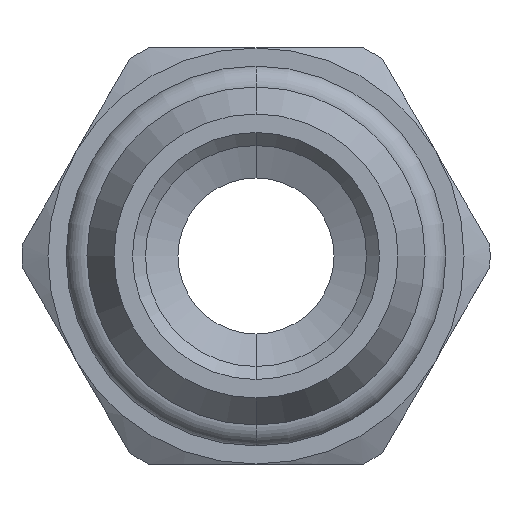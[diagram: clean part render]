
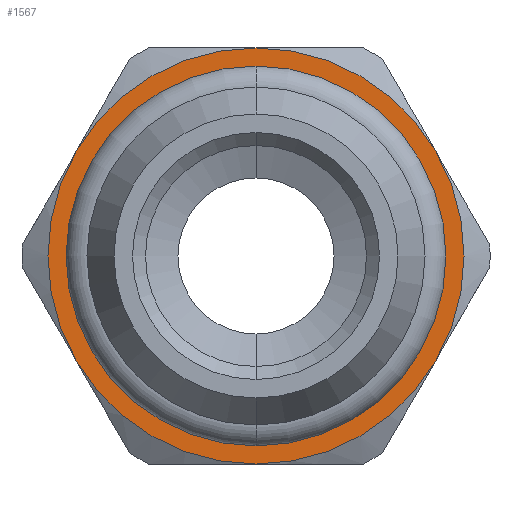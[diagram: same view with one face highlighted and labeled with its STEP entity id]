
A CAD part, front view. The second image highlights one B-rep face of the part: STEP entity #1567.
In plain terms, the highlighted planar face has unit normal (0, -1, 0).
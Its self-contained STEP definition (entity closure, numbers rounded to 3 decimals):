
#100 = CIRCLE ( 'NONE', #158, 8. ) ;
#153 = CARTESIAN_POINT ( 'NONE',  ( 0., 6.5, -8. ) ) ;
#154 = CARTESIAN_POINT ( 'NONE',  ( 0., 6.5, 8. ) ) ;
#155 = DIRECTION ( 'NONE',  ( 0., 0., -1. ) ) ;
#156 = DIRECTION ( 'NONE',  ( 0., -1., 0. ) ) ;
#157 = CARTESIAN_POINT ( 'NONE',  ( 0., 6.5, 0. ) ) ;
#158 = AXIS2_PLACEMENT_3D ( 'NONE', #157, #156, #155 ) ;
#268 = CARTESIAN_POINT ( 'NONE',  ( 0., 6.5, -7.305 ) ) ;
#385 = DIRECTION ( 'NONE',  ( 0., 1., 0. ) ) ;
#391 = DIRECTION ( 'NONE',  ( 0., 0., -1. ) ) ;
#392 = AXIS2_PLACEMENT_3D ( 'NONE', #398, #385, #391 ) ;
#394 = CIRCLE ( 'NONE', #392, 7.305 ) ;
#398 = CARTESIAN_POINT ( 'NONE',  ( 0., 6.5, 0. ) ) ;
#424 = CARTESIAN_POINT ( 'NONE',  ( 0., 6.5, 7.305 ) ) ;
#682 = DIRECTION ( 'NONE',  ( 0., -1., 0. ) ) ;
#696 = DIRECTION ( 'NONE',  ( 0., 0., -1. ) ) ;
#697 = DIRECTION ( 'NONE',  ( 0., -1., 0. ) ) ;
#698 = CARTESIAN_POINT ( 'NONE',  ( 7.65, 6.5, 0. ) ) ;
#699 = AXIS2_PLACEMENT_3D ( 'NONE', #698, #697, #696 ) ;
#700 = PLANE ( 'NONE',  #699 ) ;
#705 = CARTESIAN_POINT ( 'NONE',  ( 0., 6.5, 0. ) ) ;
#706 = CIRCLE ( 'NONE', #725, 8. ) ;
#714 = FACE_BOUND ( 'NONE', #1560, .T. ) ;
#715 = FACE_OUTER_BOUND ( 'NONE', #1574, .T. ) ;
#724 = DIRECTION ( 'NONE',  ( 0., 0., -1. ) ) ;
#725 = AXIS2_PLACEMENT_3D ( 'NONE', #705, #682, #724 ) ;
#844 = DIRECTION ( 'NONE',  ( 0., 0., -1. ) ) ;
#845 = AXIS2_PLACEMENT_3D ( 'NONE', #865, #867, #844 ) ;
#865 = CARTESIAN_POINT ( 'NONE',  ( 0., 6.5, 0. ) ) ;
#867 = DIRECTION ( 'NONE',  ( 0., 1., 0. ) ) ;
#871 = CIRCLE ( 'NONE', #845, 7.305 ) ;
#1304 = EDGE_CURVE ( 'NONE', #1307, #1305, #100, .T. ) ;
#1305 = VERTEX_POINT ( 'NONE', #154 ) ;
#1307 = VERTEX_POINT ( 'NONE', #153 ) ;
#1384 = VERTEX_POINT ( 'NONE', #268 ) ;
#1418 = EDGE_CURVE ( 'NONE', #1420, #1384, #394, .T. ) ;
#1420 = VERTEX_POINT ( 'NONE', #424 ) ;
#1532 = ORIENTED_EDGE ( 'NONE', *, *, #1304, .T. ) ;
#1558 = ORIENTED_EDGE ( 'NONE', *, *, #1559, .T. ) ;
#1559 = EDGE_CURVE ( 'NONE', #1305, #1307, #706, .T. ) ;
#1560 = EDGE_LOOP ( 'NONE', ( #1630, #1632 ) ) ;
#1567 = ADVANCED_FACE ( 'NONE', ( #715, #714 ), #700, .T. ) ;
#1574 = EDGE_LOOP ( 'NONE', ( #1532, #1558 ) ) ;
#1630 = ORIENTED_EDGE ( 'NONE', *, *, #1631, .T. ) ;
#1631 = EDGE_CURVE ( 'NONE', #1384, #1420, #871, .T. ) ;
#1632 = ORIENTED_EDGE ( 'NONE', *, *, #1418, .T. ) ;
